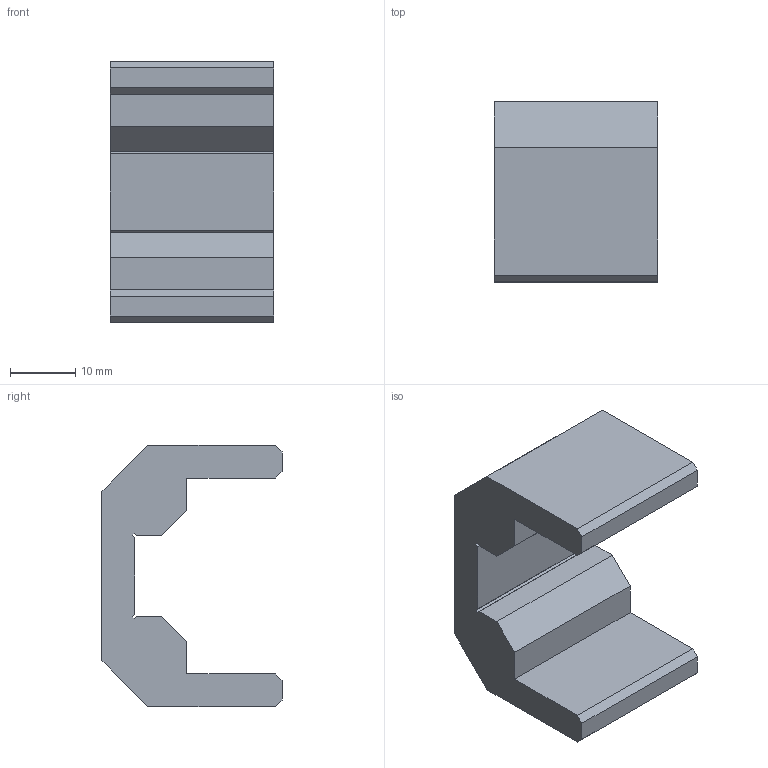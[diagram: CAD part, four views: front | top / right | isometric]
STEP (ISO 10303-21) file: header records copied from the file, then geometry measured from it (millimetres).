
FILE_DESCRIPTION(/* description */ (''),/* implementation_level */ '2;1');
FILE_NAME(/* name */ 'Localizador mgn12 3030 .step',/* time_stamp */ '2020-12-04T17:00:44+00:00',/* author */ (''),/* organization */ (''),/* preprocessor_version */ 'ST-DEVELOPER v18.1',/* originating_system */ 'Autodesk Translation Framework v9.3.0.1241',/* authorisation */ '');
FILE_SCHEMA (('AUTOMOTIVE_DESIGN { 1 0 10303 214 3 1 1 }'));
Length unit declared in the file: millimetre
Products named in the file (1): Localizador mgn12 3030
Bounding box: 25 x 27.58 x 40 mm (x, y, z)
Volume: 12356.3 mm3; surface area: 5368.9 mm2
Topology: 1 solids, 1 shells, 244 faces, 681 edges, 454 vertices
Faces by surface type: bspline 142, plane 102
Entity records: 9319 total; most frequent: CARTESIAN_POINT 3997, ORIENTED_EDGE 1362, EDGE_CURVE 681, DIRECTION 603, VERTEX_POINT 454, LINE 397, VECTOR 397, B_SPLINE_CURVE_WITH_KNOTS 283
